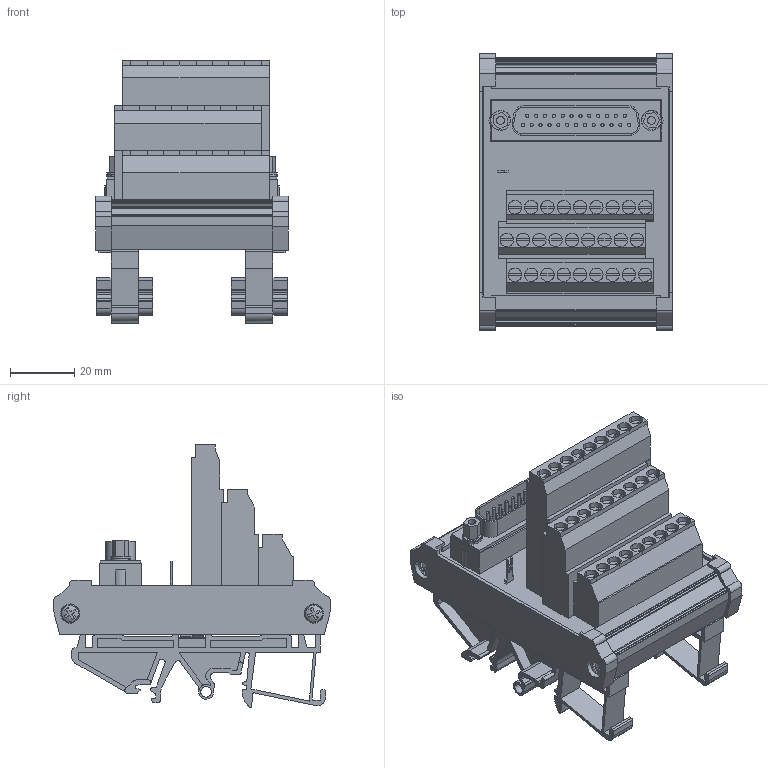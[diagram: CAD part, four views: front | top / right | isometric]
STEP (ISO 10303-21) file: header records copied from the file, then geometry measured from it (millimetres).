
FILE_DESCRIPTION(('CATIA V5R22 STEP214','CAx-IF Rec.Pracs.--- Model Styling and Organization---1.4--- 2014-01-23'),'2;1');
FILE_NAME ('031889-5_0', '2021-09-13T15:04:34+00:00', ('Weidmueller Interface'), ('Weidmueller'), 'CATIA Version 5-6 Release 2016 SP3 HF44', 'CATIA V5 STEP AP214', 'none');
FILE_SCHEMA(('AUTOMOTIVE_DESIGN { 1 0 10303 214 1 1 1 1 }'));
Products named in the file (1): 8019950000_RS SD25S LP3R
Bounding box: 60 x 86.4 x 81.95 mm (x, y, z)
Volume: 84387.6 mm3; surface area: 60585.9 mm2
Topology: 1 solids, 7 shells, 1484 faces, 4231 edges, 2786 vertices
Faces by surface type: plane 1005, cylinder 463, torus 8, sphere 8
Entity records: 52611 total; most frequent: CARTESIAN_POINT 13143, ORIENTED_EDGE 8462, DIRECTION 6752, EDGE_CURVE 4231, VECTOR 3017, LINE 3017, VERTEX_POINT 2786, AXIS2_PLACEMENT_3D 2254
